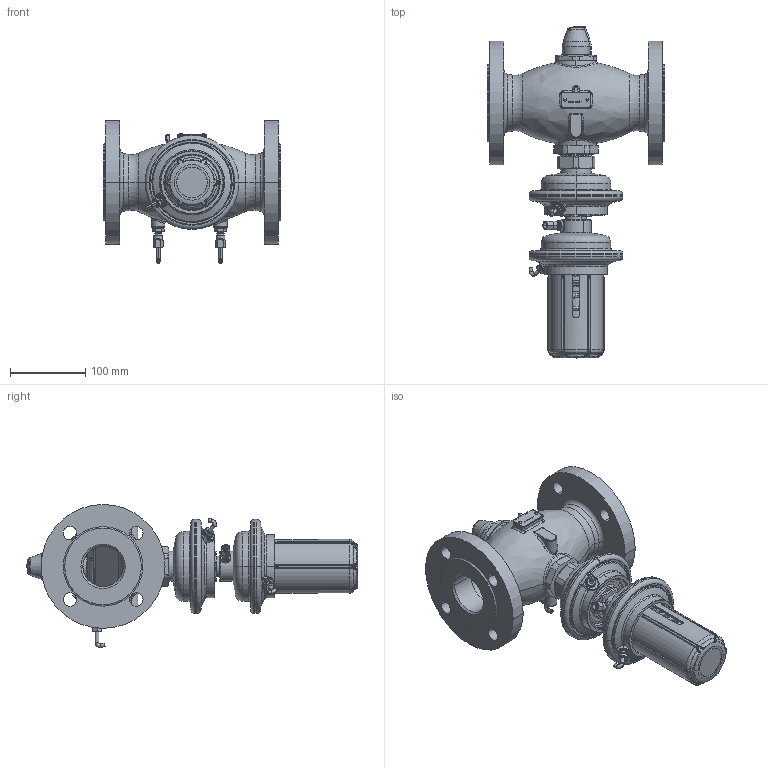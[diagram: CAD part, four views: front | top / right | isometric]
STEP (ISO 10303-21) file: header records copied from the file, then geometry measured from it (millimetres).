
FILE_DESCRIPTION((''),'2;1');
FILE_NAME('003H6571','2014-08-28T',('u258099'),('Danfoss'),'PRO/ENGINEER BY PARAMETRIC TECHNOLOGY CORPORATION, 2014000','PRO/ENGINEER BY PARAMETRIC TECHNOLOGY CORPORATION, 2014000','');
FILE_SCHEMA(('CONFIG_CONTROL_DESIGN'));
Products named in the file (1): 003H6571
Bounding box: 236 x 442.27 x 190.6 mm (x, y, z)
Volume: 2015393.2 mm3; surface area: 544554.9 mm2
Topology: 3 solids, 3 shells, 2054 faces, 4788 edges, 2863 vertices
Faces by surface type: cylinder 541, plane 494, cone 374, torus 320, bspline 304, sphere 21
Entity records: 94982 total; most frequent: CARTESIAN_POINT 49981, ORIENTED_EDGE 9556, DIRECTION 9310, EDGE_CURVE 4778, AXIS2_PLACEMENT_3D 3960, VERTEX_POINT 2863, EDGE_LOOP 2251, CIRCLE 2210
